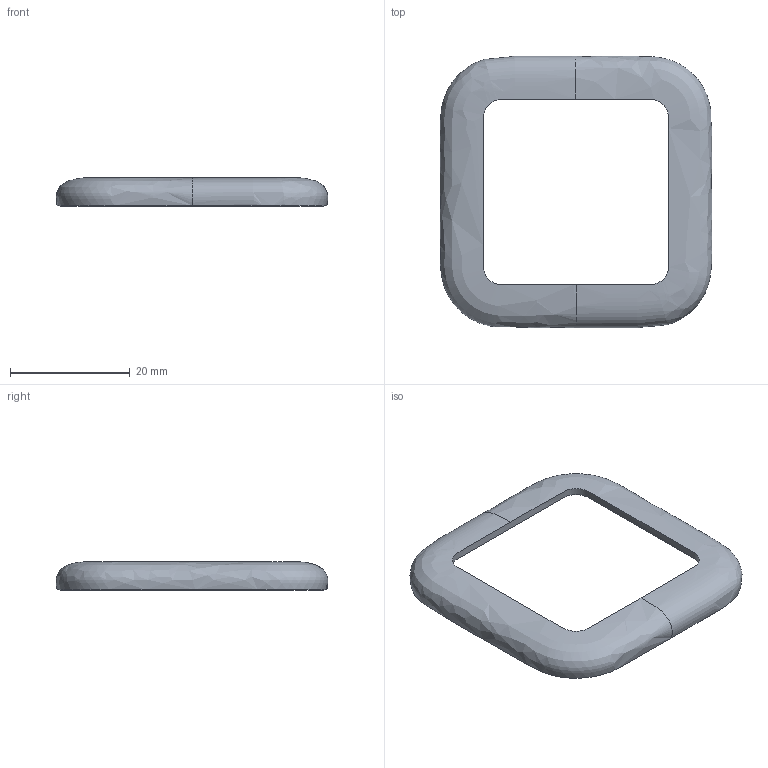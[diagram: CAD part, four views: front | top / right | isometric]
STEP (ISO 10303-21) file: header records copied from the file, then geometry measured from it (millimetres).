
FILE_DESCRIPTION(/* description */ (''),/* implementation_level */ '2;1');
FILE_NAME(/* name */ 'top',/* time_stamp */ '2015-05-19T15:40:56-07:00',/* author */ (''),/* organization */ (''),/* preprocessor_version */ 'ST-DEVELOPER v15',/* originating_system */ '',/* authorisation */ '');
FILE_SCHEMA (('AUTOMOTIVE_DESIGN'));
Length unit declared in the file: millimetre
Products named in the file (1): Document
Bounding box: 45.42 x 45.42 x 4.83 mm (x, y, z)
Volume: 1712.9 mm3; surface area: 3751.9 mm2
Topology: 9 solids, 17 shells, 181 faces, 444 edges, 281 vertices
Faces by surface type: bspline 91, plane 90
Entity records: 12072 total; most frequent: CARTESIAN_POINT 8985, ORIENTED_EDGE 856, EDGE_CURVE 452, B_SPLINE_CURVE_WITH_KNOTS 388, VERTEX_POINT 281, EDGE_LOOP 183, ADVANCED_FACE 181, FACE_OUTER_BOUND 181
